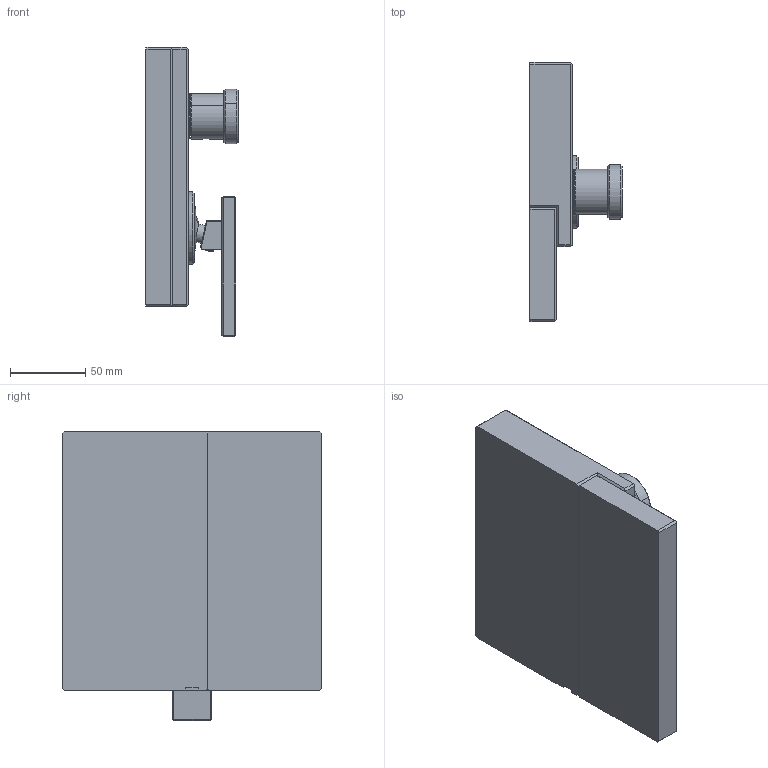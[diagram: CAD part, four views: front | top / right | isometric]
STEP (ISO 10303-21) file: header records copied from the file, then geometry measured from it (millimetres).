
FILE_DESCRIPTION(('CAx-IF Rec.Pracs.---Model Styling and Organization---1.2---2011-12-15','CAx-IF Rec.Pracs.---Geometric and Assembly Validation Properties---4.1---2014-06-16','CAx-IF Rec.Pracs.---PMI Polyline Presentation---2.0---2013-05-24'),'2;1');
FILE_NAME('1000126434_PPR_000.stp','2018-05-11T04:52:23+02:00',(''),(''),'STEP Interface 4.1 by CT CoreTechnologie','3D_Evolution4.1 by CT CoreTechnologie','');
FILE_SCHEMA(('AP203_CONFIGURATION_CONTROLLED_3D_DESIGN_OF_MECHANICAL_PARTS_AND_ASSEMBLIES_MIM_LF'));
Length unit declared in the file: millimetre
Products named in the file (14): P_2 WUPM-FS AX Massaud Ingot 1000126434_PPR_000_A0; P_2 Griff_UP_kpl. Massaud Ingot 1000126442_PPR_000_A0; P_2 Abdeckring WTM Citterio 2 1000083316_PPA_000_A0; P_2 Gleitstueck WTM Citterio 2 1000083323_PPA_000_A0; P_2 Griffrosette Pura Vida E demontage 1000121508_PPA_000_A0; P_2 Unterteil_2tlg Griff geschr. WUP Ing 1000126444_PPA_000_A0; P_2 Obert._2tlg Griff ges.WTM 130 Ingot 1000126279_PPA_000_A0; Gewindestift DIN916-M6x8-A2 mit Einlage 1000032023_PPA_000_A0; P_2 Huelse_UP_M35_Massaud Ingot 1000126445_PPA_000_A0; P_2 Umstellerhuelse_WUP_Massaud Ingot 1000126438_PPA_000_A0; P_2 UP_Zugknopf Massaud Ingot 1000126437_PPA_000_A0; Gewindestift DIN914-M4x8-A2 1000003996_PPA_000_A0; P_2 Rosette_WUP_AXOR-Massaud_Ingot 1000126436_PPA_000_A0; P_2 Rosettenhälfte_klein_WUP_Massaud Ing 1000126425_PPA_000_A0
Assembly tree (13 placements, depth 3):
  P_2 WUPM-FS AX Massaud Ingot 1000126434_PPR_000_A0
    P_2 Griff_UP_kpl. Massaud Ingot 1000126442_PPR_000_A0
      P_2 Abdeckring WTM Citterio 2 1000083316_PPA_000_A0
      P_2 Gleitstueck WTM Citterio 2 1000083323_PPA_000_A0
      P_2 Griffrosette Pura Vida E demontage 1000121508_PPA_000_A0
      P_2 Unterteil_2tlg Griff geschr. WUP Ing 1000126444_PPA_000_A0
      P_2 Obert._2tlg Griff ges.WTM 130 Ingot 1000126279_PPA_000_A0
      Gewindestift DIN916-M6x8-A2 mit Einlage 1000032023_PPA_000_A0
    P_2 Huelse_UP_M35_Massaud Ingot 1000126445_PPA_000_A0
    P_2 Umstellerhuelse_WUP_Massaud Ingot 1000126438_PPA_000_A0
    P_2 UP_Zugknopf Massaud Ingot 1000126437_PPA_000_A0
    Gewindestift DIN914-M4x8-A2 1000003996_PPA_000_A0
    P_2 Rosette_WUP_AXOR-Massaud_Ingot 1000126436_PPA_000_A0
    P_2 Rosettenhälfte_klein_WUP_Massaud Ing 1000126425_PPA_000_A0
Bounding box: 61 x 171.5 x 191.65 mm (x, y, z)
Volume: 824792.5 mm3; surface area: 119258.1 mm2
Topology: 13 solids, 13 shells, 214 faces, 473 edges, 295 vertices
Faces by surface type: plane 115, bspline 55, cylinder 44
Entity records: 11134 total; most frequent: CARTESIAN_POINT 2540, DIRECTION 964, ORIENTED_EDGE 942, EDGE_CURVE 471, AXIS2_PLACEMENT_3D 332, VECTOR 300, LINE 300, VERTEX_POINT 295
